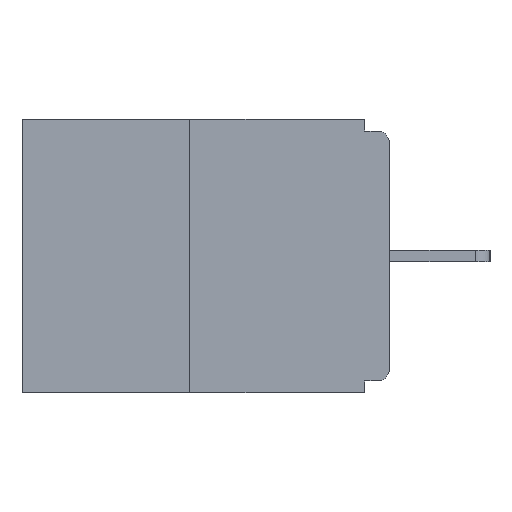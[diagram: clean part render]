
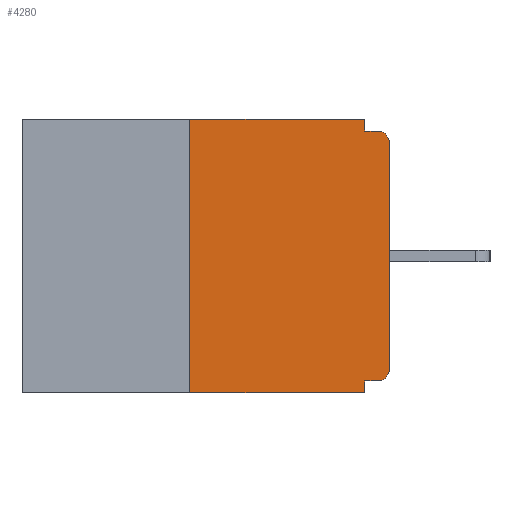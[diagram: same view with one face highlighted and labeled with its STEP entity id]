
A CAD part, left-side view. The second image highlights one B-rep face of the part: STEP entity #4280.
In plain terms, the highlighted planar face has unit normal (-1, 0, 0).
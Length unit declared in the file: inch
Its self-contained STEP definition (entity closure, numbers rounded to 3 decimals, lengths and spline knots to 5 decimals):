
#31 = LINE ( 'NONE', #23926, #25922 ) ;
#300 = CARTESIAN_POINT ( 'NONE',  ( 0., 0., -0.313 ) ) ;
#365 = LINE ( 'NONE', #12660, #16643 ) ;
#1143 = DIRECTION ( 'NONE',  ( 0., 0., 1. ) ) ;
#1809 = LINE ( 'NONE', #15984, #18009 ) ;
#2717 = DIRECTION ( 'NONE',  ( 0., 0., 1. ) ) ;
#3082 = VERTEX_POINT ( 'NONE', #4278 ) ;
#3105 = VECTOR ( 'NONE', #16114, 39.37008 ) ;
#3330 = DIRECTION ( 'NONE',  ( 0., -1., 0. ) ) ;
#3888 = EDGE_CURVE ( 'NONE', #23540, #9670, #14859, .T. ) ;
#3906 = LINE ( 'NONE', #26285, #14480 ) ;
#4278 = CARTESIAN_POINT ( 'NONE',  ( 0., 0.031, -0.328 ) ) ;
#4280 = ADVANCED_FACE ( 'NONE', ( #10571 ), #22751, .F. ) ;
#4780 = ORIENTED_EDGE ( 'NONE', *, *, #18538, .T. ) ;
#5492 = CARTESIAN_POINT ( 'NONE',  ( 0., 0.46, -0.343 ) ) ;
#5594 = CARTESIAN_POINT ( 'NONE',  ( 0., 0.031, -0.343 ) ) ;
#6404 = DIRECTION ( 'NONE',  ( -1., 0., 0. ) ) ;
#6706 = CARTESIAN_POINT ( 'NONE',  ( 0., 0.25, 0. ) ) ;
#6864 = VECTOR ( 'NONE', #3330, 39.37008 ) ;
#6984 = AXIS2_PLACEMENT_3D ( 'NONE', #20778, #17506, #17497 ) ;
#7156 = EDGE_CURVE ( 'NONE', #19450, #11874, #19917, .T. ) ;
#7248 = EDGE_CURVE ( 'NONE', #25780, #14553, #365, .T. ) ;
#8119 = CARTESIAN_POINT ( 'NONE',  ( 0., 0.015, -0.328 ) ) ;
#8412 = ORIENTED_EDGE ( 'NONE', *, *, #18556, .T. ) ;
#8919 = VECTOR ( 'NONE', #2717, 39.37008 ) ;
#9063 = ORIENTED_EDGE ( 'NONE', *, *, #16947, .F. ) ;
#9444 = CARTESIAN_POINT ( 'NONE',  ( 0., 0., -0.03 ) ) ;
#9670 = VERTEX_POINT ( 'NONE', #300 ) ;
#10096 = AXIS2_PLACEMENT_3D ( 'NONE', #18985, #6404, #21078 ) ;
#10571 = FACE_OUTER_BOUND ( 'NONE', #14582, .T. ) ;
#10913 = VERTEX_POINT ( 'NONE', #5594 ) ;
#11092 = ORIENTED_EDGE ( 'NONE', *, *, #7156, .F. ) ;
#11734 = ORIENTED_EDGE ( 'NONE', *, *, #19716, .F. ) ;
#11874 = VERTEX_POINT ( 'NONE', #19967 ) ;
#11883 = DIRECTION ( 'NONE',  ( 0., 0., -1. ) ) ;
#11993 = EDGE_CURVE ( 'NONE', #23540, #3082, #20214, .T. ) ;
#12152 = DIRECTION ( 'NONE',  ( 0., -1., 0. ) ) ;
#12660 = CARTESIAN_POINT ( 'NONE',  ( 0., 0.46, 0. ) ) ;
#13110 = CARTESIAN_POINT ( 'NONE',  ( 0., 0., -0.328 ) ) ;
#13229 = DIRECTION ( 'NONE',  ( 0., 1., 0. ) ) ;
#14480 = VECTOR ( 'NONE', #11883, 39.37008 ) ;
#14553 = VERTEX_POINT ( 'NONE', #20473 ) ;
#14582 = EDGE_LOOP ( 'NONE', ( #18921, #24340, #8412, #9063, #20232, #26228, #4780, #26830, #11092, #11734 ) ) ;
#14859 = CIRCLE ( 'NONE', #6984, 0.015 ) ;
#15314 = VECTOR ( 'NONE', #13229, 39.37008 ) ;
#15984 = CARTESIAN_POINT ( 'NONE',  ( 0., 0., 0. ) ) ;
#16114 = DIRECTION ( 'NONE',  ( 0., -1., 0. ) ) ;
#16116 = EDGE_CURVE ( 'NONE', #18585, #25780, #25461, .T. ) ;
#16301 = CARTESIAN_POINT ( 'NONE',  ( 0., 0., -0.015 ) ) ;
#16306 = AXIS2_PLACEMENT_3D ( 'NONE', #20252, #20758, #24199 ) ;
#16643 = VECTOR ( 'NONE', #12152, 39.37008 ) ;
#16947 = EDGE_CURVE ( 'NONE', #3082, #10913, #3906, .T. ) ;
#17011 = CIRCLE ( 'NONE', #10096, 0.015 ) ;
#17487 = CARTESIAN_POINT ( 'NONE',  ( 0., 0.25, 0. ) ) ;
#17497 = DIRECTION ( 'NONE',  ( 0., 0., -1. ) ) ;
#17506 = DIRECTION ( 'NONE',  ( -1., 0., 0. ) ) ;
#18009 = VECTOR ( 'NONE', #1143, 39.37008 ) ;
#18172 = CARTESIAN_POINT ( 'NONE',  ( 0., 0.25, -0.343 ) ) ;
#18538 = EDGE_CURVE ( 'NONE', #9670, #20391, #1809, .T. ) ;
#18556 = EDGE_CURVE ( 'NONE', #18585, #10913, #23483, .T. ) ;
#18585 = VERTEX_POINT ( 'NONE', #18172 ) ;
#18788 = EDGE_CURVE ( 'NONE', #20391, #11874, #17011, .T. ) ;
#18921 = ORIENTED_EDGE ( 'NONE', *, *, #7248, .F. ) ;
#18985 = CARTESIAN_POINT ( 'NONE',  ( 0., 0.015, -0.03 ) ) ;
#19450 = VERTEX_POINT ( 'NONE', #25012 ) ;
#19716 = EDGE_CURVE ( 'NONE', #14553, #19450, #31, .T. ) ;
#19917 = LINE ( 'NONE', #16301, #3105 ) ;
#19967 = CARTESIAN_POINT ( 'NONE',  ( 0., 0.015, -0.015 ) ) ;
#20214 = LINE ( 'NONE', #13110, #15314 ) ;
#20232 = ORIENTED_EDGE ( 'NONE', *, *, #11993, .F. ) ;
#20252 = CARTESIAN_POINT ( 'NONE',  ( 0., 0.46, 0. ) ) ;
#20391 = VERTEX_POINT ( 'NONE', #9444 ) ;
#20473 = CARTESIAN_POINT ( 'NONE',  ( 0., 0.031, 0. ) ) ;
#20758 = DIRECTION ( 'NONE',  ( 1., 0., 0. ) ) ;
#20778 = CARTESIAN_POINT ( 'NONE',  ( 0., 0.015, -0.313 ) ) ;
#21078 = DIRECTION ( 'NONE',  ( 0., 0., -1. ) ) ;
#22751 = PLANE ( 'NONE',  #16306 ) ;
#23483 = LINE ( 'NONE', #5492, #6864 ) ;
#23540 = VERTEX_POINT ( 'NONE', #8119 ) ;
#23926 = CARTESIAN_POINT ( 'NONE',  ( 0., 0.031, 0. ) ) ;
#24199 = DIRECTION ( 'NONE',  ( 0., 0., -1. ) ) ;
#24340 = ORIENTED_EDGE ( 'NONE', *, *, #16116, .F. ) ;
#25012 = CARTESIAN_POINT ( 'NONE',  ( 0., 0.031, -0.015 ) ) ;
#25461 = LINE ( 'NONE', #17487, #8919 ) ;
#25780 = VERTEX_POINT ( 'NONE', #6706 ) ;
#25922 = VECTOR ( 'NONE', #25948, 39.37008 ) ;
#25948 = DIRECTION ( 'NONE',  ( 0., 0., -1. ) ) ;
#26228 = ORIENTED_EDGE ( 'NONE', *, *, #3888, .T. ) ;
#26285 = CARTESIAN_POINT ( 'NONE',  ( 0., 0.031, -0.343 ) ) ;
#26830 = ORIENTED_EDGE ( 'NONE', *, *, #18788, .T. ) ;
